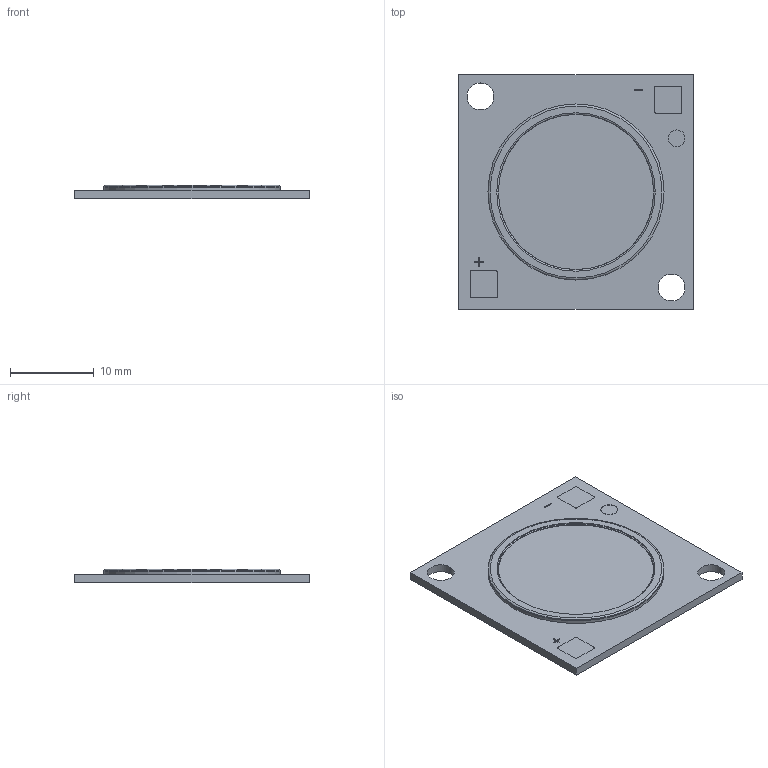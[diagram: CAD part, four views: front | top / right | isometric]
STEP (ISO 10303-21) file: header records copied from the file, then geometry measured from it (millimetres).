
FILE_DESCRIPTION(/* description */ (''),/* implementation_level */ '2;1');
FILE_NAME(/* name */ '1211 G8 HE_20240815.stp',/* time_stamp */ '2024-08-15T14:00:10+08:00',/* author */ (''),/* organization */ (''),/* preprocessor_version */ 'ST-DEVELOPER v19.4',/* originating_system */ 'SIEMENS PLM Software NX2212.8901',/* authorisation */ '');
FILE_SCHEMA (('AUTOMOTIVE_DESIGN { 1 0 10303 214 3 1 1 1 }'));
Length unit declared in the file: millimetre
Products named in the file (1): 1211 G8 HE_objects
Bounding box: 28 x 28 x 1.6 mm (x, y, z)
Volume: 960 mm3; surface area: 1915.4 mm2
Topology: 2 solids, 2 shells, 75 faces, 190 edges, 128 vertices
Faces by surface type: plane 39, cylinder 31, torus 5
Full cylindrical faces by diameter (mm): 18.9 x1, 21 x2
Entity records: 2359 total; most frequent: DIRECTION 412, CARTESIAN_POINT 385, ORIENTED_EDGE 366, EDGE_CURVE 183, AXIS2_PLACEMENT_3D 150, VERTEX_POINT 123, LINE 112, VECTOR 112
